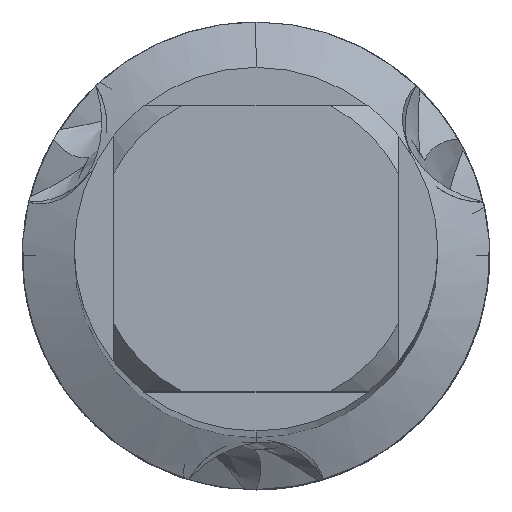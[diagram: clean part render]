
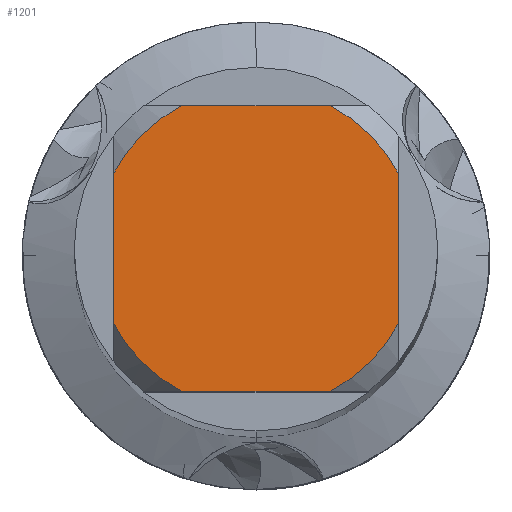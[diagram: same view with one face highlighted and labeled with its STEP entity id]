
A CAD part, top view. The second image highlights one B-rep face of the part: STEP entity #1201.
In plain terms, the highlighted planar face has unit normal (0, 0, 1).
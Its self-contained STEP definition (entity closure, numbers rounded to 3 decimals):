
#1201=ADVANCED_FACE('',(#3506),#3507,.T.);
#1349=VERTEX_POINT('',#3670);
#1973=VERTEX_POINT('',#4346);
#1975=EDGE_CURVE('',#1973,#1349,#4348,.T.);
#2229=VERTEX_POINT('',#4627);
#2323=EDGE_CURVE('',#2991,#2411,#4732,.T.);
#2355=EDGE_CURVE('',#3031,#2849,#4765,.T.);
#2411=VERTEX_POINT('',#4827);
#2485=EDGE_CURVE('',#2991,#2229,#4906,.T.);
#2613=EDGE_CURVE('',#2829,#2849,#5044,.T.);
#2827=EDGE_CURVE('',#2829,#2229,#5275,.T.);
#2829=VERTEX_POINT('',#5277);
#2849=VERTEX_POINT('',#5301);
#2991=VERTEX_POINT('',#5456);
#3031=VERTEX_POINT('',#5499);
#3137=EDGE_CURVE('',#1973,#2411,#5616,.T.);
#3229=EDGE_CURVE('',#3031,#1349,#5713,.T.);
#3506=FACE_OUTER_BOUND('',#6049,.T.);
#3507=PLANE('',#6050);
#3670=CARTESIAN_POINT('',(2.75,1.431,0.0));
#4346=CARTESIAN_POINT('',(1.431,2.75,0.0));
#4348=CIRCLE('',#8520,3.1);
#4627=CARTESIAN_POINT('',(-2.75,-1.431,0.0));
#4732=CIRCLE('',#9559,3.1);
#4765=CIRCLE('',#9629,3.1);
#4827=CARTESIAN_POINT('',(-1.431,2.75,0.0));
#4906=LINE('',#9955,#9956);
#5044=LINE('',#10500,#10501);
#5275=CIRCLE('',#11165,3.1);
#5277=CARTESIAN_POINT('',(-1.431,-2.75,0.0));
#5301=CARTESIAN_POINT('',(1.431,-2.75,0.0));
#5456=CARTESIAN_POINT('',(-2.75,1.431,0.0));
#5499=CARTESIAN_POINT('',(2.75,-1.431,0.0));
#5616=LINE('',#12076,#12077);
#5713=LINE('',#12268,#12269);
#6049=EDGE_LOOP('',(#13027,#13028,#13029,#13030,#13031,#13032,#13033,#13034));
#6050=AXIS2_PLACEMENT_3D('',#13035,#13036,#13037);
#8520=AXIS2_PLACEMENT_3D('',#13901,#13902,#13903);
#9559=AXIS2_PLACEMENT_3D('',#14355,#14356,#14357);
#9629=AXIS2_PLACEMENT_3D('',#14378,#14379,#14380);
#9955=CARTESIAN_POINT('',(-2.75,0.775,0.0));
#9956=VECTOR('',#14515,1.0);
#10500=CARTESIAN_POINT('',(0.0,-2.75,0.0));
#10501=VECTOR('',#14692,1.0);
#11165=AXIS2_PLACEMENT_3D('',#14999,#15000,#15001);
#12076=CARTESIAN_POINT('',(0.0,2.75,0.0));
#12077=VECTOR('',#15353,1.0);
#12268=CARTESIAN_POINT('',(2.75,0.775,0.0));
#12269=VECTOR('',#15427,1.0);
#13027=ORIENTED_EDGE('',*,*,#2485,.T.);
#13028=ORIENTED_EDGE('',*,*,#2827,.F.);
#13029=ORIENTED_EDGE('',*,*,#2613,.T.);
#13030=ORIENTED_EDGE('',*,*,#2355,.F.);
#13031=ORIENTED_EDGE('',*,*,#3229,.T.);
#13032=ORIENTED_EDGE('',*,*,#1975,.F.);
#13033=ORIENTED_EDGE('',*,*,#3137,.T.);
#13034=ORIENTED_EDGE('',*,*,#2323,.F.);
#13035=CARTESIAN_POINT('',(0.0,1.55,0.0));
#13036=DIRECTION('',(-0.0,0.0,1.0));
#13037=DIRECTION('',(0.0,-1.0,0.0));
#13901=CARTESIAN_POINT('',(0.0,0.0,0.0));
#13902=DIRECTION('',(0.0,0.0,-1.0));
#13903=DIRECTION('',(0.0,1.0,0.0));
#14355=CARTESIAN_POINT('',(0.0,0.0,0.0));
#14356=DIRECTION('',(0.0,0.0,-1.0));
#14357=DIRECTION('',(0.0,1.0,0.0));
#14378=CARTESIAN_POINT('',(0.0,0.0,0.0));
#14379=DIRECTION('',(0.0,0.0,-1.0));
#14380=DIRECTION('',(0.0,1.0,0.0));
#14515=DIRECTION('',(-0.0,-1.0,0.0));
#14692=DIRECTION('',(1.0,0.0,0.0));
#14999=CARTESIAN_POINT('',(0.0,0.0,0.0));
#15000=DIRECTION('',(0.0,0.0,-1.0));
#15001=DIRECTION('',(0.0,1.0,0.0));
#15353=DIRECTION('',(-1.0,0.0,0.0));
#15427=DIRECTION('',(-0.0,1.0,0.0));
